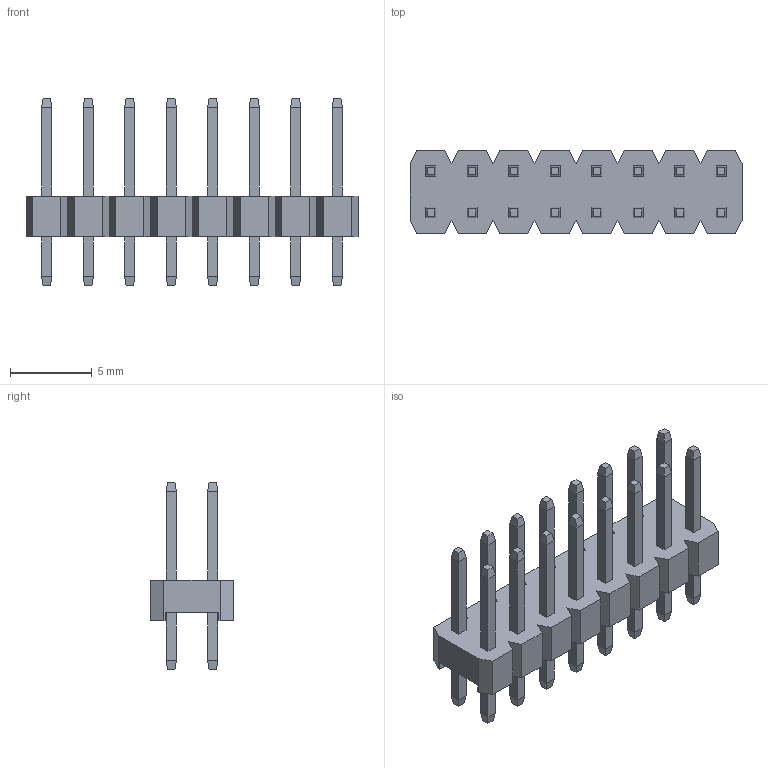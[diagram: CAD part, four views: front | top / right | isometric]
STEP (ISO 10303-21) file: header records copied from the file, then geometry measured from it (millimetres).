
FILE_DESCRIPTION (( 'STEP AP214' ), '1' );
FILE_NAME ('FPH25452-D16S1014190740B-REF.STEP', '2025-10-31T02:52:44', ( '' ), ( '' ), 'SwSTEP 2.0', 'SolidWorks 2021', '' );
FILE_SCHEMA (( 'AUTOMOTIVE_DESIGN' ));
Length unit declared in the file: millimetre
Products named in the file (1): FPH25452-D16S1014190740B-REF
Bounding box: 20.32 x 5.08 x 11.5 mm (x, y, z)
Volume: 271.9 mm3; surface area: 747.3 mm2
Topology: 1 solids, 1 shells, 344 faces, 802 edges, 492 vertices
Faces by surface type: plane 344
Entity records: 9456 total; most frequent: CARTESIAN_POINT 1639, ORIENTED_EDGE 1604, DIRECTION 1492, VECTOR 802, EDGE_CURVE 802, LINE 802, VERTEX_POINT 492, EDGE_LOOP 376
